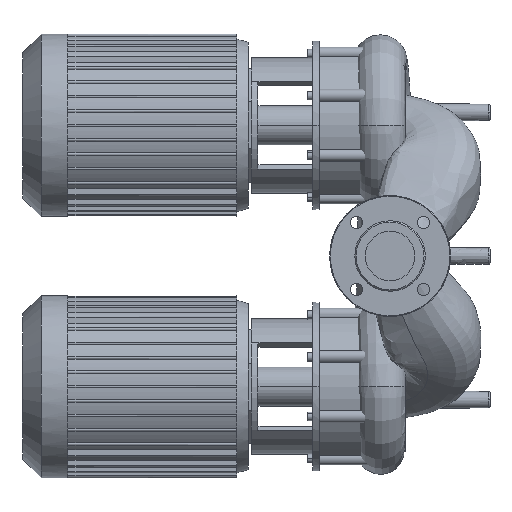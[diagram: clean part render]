
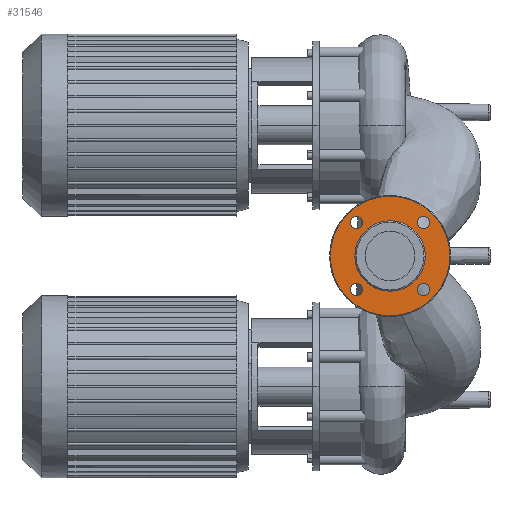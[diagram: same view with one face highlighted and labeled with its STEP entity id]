
A CAD part, left-side view. The second image highlights one B-rep face of the part: STEP entity #31546.
In plain terms, the highlighted free-form (B-spline) face has degree [1, 1] with [2, 2] control points.
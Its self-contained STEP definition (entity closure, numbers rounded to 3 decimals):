
#30925=CARTESIAN_POINT('',(2.,0.,-91.5));
#30926=VERTEX_POINT('',#30925);
#30942=CARTESIAN_POINT('',(2.,0.,91.5));
#30943=VERTEX_POINT('',#30942);
#30951=CARTESIAN_POINT('',(2.,-91.5,0.0));
#30952=VERTEX_POINT('',#30951);
#30953=CARTESIAN_POINT('',(2.,0.,0.0));
#30954=DIRECTION('',(-1.0,0.0,0.0));
#30955=DIRECTION('',(0.0,-1.0,0.0));
#30956=AXIS2_PLACEMENT_3D('',#30953,#30954,#30955);
#30957=CIRCLE('',#30956,91.5);
#30958=EDGE_CURVE('',#30952,#30943,#30957,.T.);
#30960=CARTESIAN_POINT('',(2.,0.,0.0));
#30961=DIRECTION('',(-1.0,0.0,0.0));
#30962=DIRECTION('',(0.0,-1.0,0.0));
#30963=AXIS2_PLACEMENT_3D('',#30960,#30961,#30962);
#30964=CIRCLE('',#30963,91.5);
#30965=EDGE_CURVE('',#30926,#30952,#30964,.T.);
#30996=CARTESIAN_POINT('',(2.,-54.,0.0));
#30997=VERTEX_POINT('',#30996);
#31006=CARTESIAN_POINT('',(2.,54.,0.));
#31007=VERTEX_POINT('',#31006);
#31008=CARTESIAN_POINT('',(2.,0.,0.0));
#31009=DIRECTION('',(-1.0,0.0,0.0));
#31010=DIRECTION('',(0.0,-1.0,0.0));
#31011=AXIS2_PLACEMENT_3D('',#31008,#31009,#31010);
#31012=CIRCLE('',#31011,54.);
#31013=EDGE_CURVE('',#30997,#31007,#31012,.T.);
#31059=CARTESIAN_POINT('',(2.,-51.265,41.765));
#31060=VERTEX_POINT('',#31059);
#31069=CARTESIAN_POINT('',(2.,-51.265,60.765));
#31070=VERTEX_POINT('',#31069);
#31071=CARTESIAN_POINT('',(2.,-51.265,51.265));
#31072=DIRECTION('',(-1.0,0.0,0.0));
#31073=DIRECTION('',(0.0,0.0,-1.0));
#31074=AXIS2_PLACEMENT_3D('',#31071,#31072,#31073);
#31075=CIRCLE('',#31074,9.5);
#31076=EDGE_CURVE('',#31060,#31070,#31075,.T.);
#31122=CARTESIAN_POINT('',(2.,41.765,51.265));
#31123=VERTEX_POINT('',#31122);
#31132=CARTESIAN_POINT('',(2.,60.765,51.265));
#31133=VERTEX_POINT('',#31132);
#31134=CARTESIAN_POINT('',(2.,51.265,51.265));
#31135=DIRECTION('',(-1.0,0.0,0.0));
#31136=DIRECTION('',(0.0,-1.0,0.0));
#31137=AXIS2_PLACEMENT_3D('',#31134,#31135,#31136);
#31138=CIRCLE('',#31137,9.5);
#31139=EDGE_CURVE('',#31123,#31133,#31138,.T.);
#31185=CARTESIAN_POINT('',(2.,51.265,-41.765));
#31186=VERTEX_POINT('',#31185);
#31195=CARTESIAN_POINT('',(2.,51.265,-60.765));
#31196=VERTEX_POINT('',#31195);
#31197=CARTESIAN_POINT('',(2.,51.265,-51.265));
#31198=DIRECTION('',(-1.0,0.0,0.0));
#31199=DIRECTION('',(0.0,0.0,1.0));
#31200=AXIS2_PLACEMENT_3D('',#31197,#31198,#31199);
#31201=CIRCLE('',#31200,9.5);
#31202=EDGE_CURVE('',#31186,#31196,#31201,.T.);
#31248=CARTESIAN_POINT('',(2.,-41.765,-51.265));
#31249=VERTEX_POINT('',#31248);
#31258=CARTESIAN_POINT('',(2.,-60.765,-51.265));
#31259=VERTEX_POINT('',#31258);
#31260=CARTESIAN_POINT('',(2.,-51.265,-51.265));
#31261=DIRECTION('',(-1.0,0.0,0.0));
#31262=DIRECTION('',(0.0,1.0,0.0));
#31263=AXIS2_PLACEMENT_3D('',#31260,#31261,#31262);
#31264=CIRCLE('',#31263,9.5);
#31265=EDGE_CURVE('',#31249,#31259,#31264,.T.);
#31320=CARTESIAN_POINT('',(2.,-51.265,-51.265));
#31321=DIRECTION('',(-1.0,0.0,0.0));
#31322=DIRECTION('',(0.0,1.0,0.0));
#31323=AXIS2_PLACEMENT_3D('',#31320,#31321,#31322);
#31324=CIRCLE('',#31323,9.5);
#31325=EDGE_CURVE('',#31259,#31249,#31324,.T.);
#31365=CARTESIAN_POINT('',(2.,51.265,-51.265));
#31366=DIRECTION('',(-1.0,0.0,0.0));
#31367=DIRECTION('',(0.0,0.0,1.0));
#31368=AXIS2_PLACEMENT_3D('',#31365,#31366,#31367);
#31369=CIRCLE('',#31368,9.5);
#31370=EDGE_CURVE('',#31196,#31186,#31369,.T.);
#31410=CARTESIAN_POINT('',(2.,51.265,51.265));
#31411=DIRECTION('',(-1.0,0.0,0.0));
#31412=DIRECTION('',(0.0,-1.0,0.0));
#31413=AXIS2_PLACEMENT_3D('',#31410,#31411,#31412);
#31414=CIRCLE('',#31413,9.5);
#31415=EDGE_CURVE('',#31133,#31123,#31414,.T.);
#31455=CARTESIAN_POINT('',(2.,-51.265,51.265));
#31456=DIRECTION('',(-1.0,0.0,0.0));
#31457=DIRECTION('',(0.0,0.0,-1.0));
#31458=AXIS2_PLACEMENT_3D('',#31455,#31456,#31457);
#31459=CIRCLE('',#31458,9.5);
#31460=EDGE_CURVE('',#31070,#31060,#31459,.T.);
#31500=CARTESIAN_POINT('',(2.,0.,0.0));
#31501=DIRECTION('',(-1.0,0.0,0.0));
#31502=DIRECTION('',(0.0,-1.0,0.0));
#31503=AXIS2_PLACEMENT_3D('',#31500,#31501,#31502);
#31504=CIRCLE('',#31503,54.);
#31505=EDGE_CURVE('',#31007,#30997,#31504,.T.);
#31510=CARTESIAN_POINT('',(2.,-91.5,-91.5));
#31511=CARTESIAN_POINT('',(2.,-91.5,91.5));
#31512=CARTESIAN_POINT('',(2.,91.5,-91.5));
#31513=CARTESIAN_POINT('',(2.,91.5,91.5));
#31514=B_SPLINE_SURFACE_WITH_KNOTS('',1,1,((#31510,#31512),(#31511,#31513)),.UNSPECIFIED.,.F.,.F.,.U.,(2,2),(2,2),(0.0,183.),(0.0,183.),.UNSPECIFIED.);
#31515=ORIENTED_EDGE('',*,*,#30958,.T.);
#31516=CARTESIAN_POINT('',(2.,0.,0.0));
#31517=DIRECTION('',(-1.0,0.0,0.0));
#31518=DIRECTION('',(0.0,-1.0,0.0));
#31519=AXIS2_PLACEMENT_3D('',#31516,#31517,#31518);
#31520=CIRCLE('',#31519,91.5);
#31521=EDGE_CURVE('',#30943,#30926,#31520,.T.);
#31522=ORIENTED_EDGE('',*,*,#31521,.T.);
#31523=ORIENTED_EDGE('',*,*,#30965,.T.);
#31524=EDGE_LOOP('',(#31515,#31522,#31523));
#31525=FACE_OUTER_BOUND('',#31524,.T.);
#31526=ORIENTED_EDGE('',*,*,#31325,.F.);
#31527=ORIENTED_EDGE('',*,*,#31265,.F.);
#31528=EDGE_LOOP('',(#31526,#31527));
#31529=FACE_BOUND('',#31528,.T.);
#31530=ORIENTED_EDGE('',*,*,#31370,.F.);
#31531=ORIENTED_EDGE('',*,*,#31202,.F.);
#31532=EDGE_LOOP('',(#31530,#31531));
#31533=FACE_BOUND('',#31532,.T.);
#31534=ORIENTED_EDGE('',*,*,#31415,.F.);
#31535=ORIENTED_EDGE('',*,*,#31139,.F.);
#31536=EDGE_LOOP('',(#31534,#31535));
#31537=FACE_BOUND('',#31536,.T.);
#31538=ORIENTED_EDGE('',*,*,#31460,.F.);
#31539=ORIENTED_EDGE('',*,*,#31076,.F.);
#31540=EDGE_LOOP('',(#31538,#31539));
#31541=FACE_BOUND('',#31540,.T.);
#31542=ORIENTED_EDGE('',*,*,#31013,.F.);
#31543=ORIENTED_EDGE('',*,*,#31505,.F.);
#31544=EDGE_LOOP('',(#31542,#31543));
#31545=FACE_BOUND('',#31544,.T.);
#31546=ADVANCED_FACE('',(#31525,#31529,#31533,#31537,#31541,#31545),#31514,.T.);
